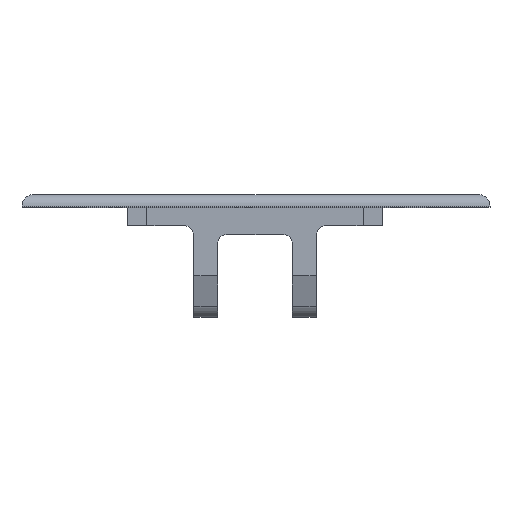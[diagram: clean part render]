
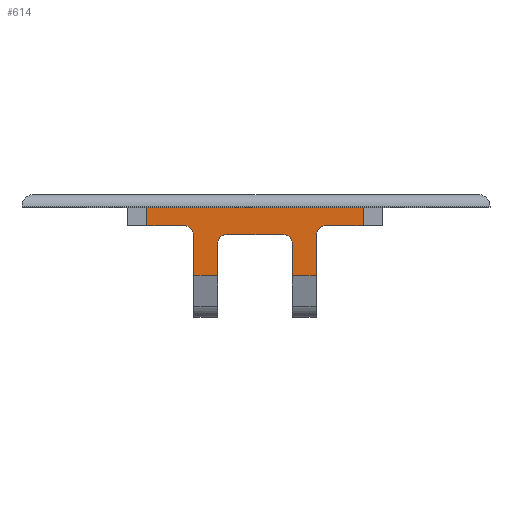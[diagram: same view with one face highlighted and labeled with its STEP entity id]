
A CAD part, top view. The second image highlights one B-rep face of the part: STEP entity #614.
In plain terms, the highlighted planar face has unit normal (0, 0, 1).
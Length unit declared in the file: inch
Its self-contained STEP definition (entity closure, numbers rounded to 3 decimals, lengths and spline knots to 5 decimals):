
#2 = ORIENTED_EDGE ( 'NONE', *, *, #2790, .F. ) ;
#4 = CARTESIAN_POINT ( 'NONE',  ( 0.20796, -0.30247, -0.11539 ) ) ;
#9 = ORIENTED_EDGE ( 'NONE', *, *, #2637, .F. ) ;
#19 = VECTOR ( 'NONE', #1871, 39.37008 ) ;
#20 = CARTESIAN_POINT ( 'NONE',  ( 0.33994, 0.16008, -0.11539 ) ) ;
#22 = ORIENTED_EDGE ( 'NONE', *, *, #1808, .F. ) ;
#27 = CARTESIAN_POINT ( 'NONE',  ( 0.15796, 0.16008, -0.11539 ) ) ;
#32 = EDGE_CURVE ( 'NONE', #249, #635, #1228, .T. ) ;
#92 = DIRECTION ( 'NONE',  ( 0., -1., 0. ) ) ;
#113 = CARTESIAN_POINT ( 'NONE',  ( 0.6, -0.06936, -0.11539 ) ) ;
#117 = VERTEX_POINT ( 'NONE', #20 ) ;
#125 = DIRECTION ( 'NONE',  ( 0., -1., 0. ) ) ;
#126 = LINE ( 'NONE', #1707, #786 ) ;
#171 = CARTESIAN_POINT ( 'NONE',  ( 0.6, -0.06936, -0.11539 ) ) ;
#178 = CARTESIAN_POINT ( 'NONE',  ( 0.6, -0.06936, -0.11539 ) ) ;
#206 = DIRECTION ( 'NONE',  ( 0., 1., 0. ) ) ;
#215 = EDGE_CURVE ( 'NONE', #117, #1963, #1596, .T. ) ;
#247 = VERTEX_POINT ( 'NONE', #2459 ) ;
#249 = VERTEX_POINT ( 'NONE', #923 ) ;
#254 = DIRECTION ( 'NONE',  ( 0., 0., 1. ) ) ;
#286 = DIRECTION ( 'NONE',  ( -1., 0., 0. ) ) ;
#289 = DIRECTION ( 'NONE',  ( 1., 0., 0. ) ) ;
#309 = ORIENTED_EDGE ( 'NONE', *, *, #594, .F. ) ;
#353 = VERTEX_POINT ( 'NONE', #1657 ) ;
#362 = VECTOR ( 'NONE', #206, 39.37008 ) ;
#370 = LINE ( 'NONE', #1610, #1326 ) ;
#380 = VERTEX_POINT ( 'NONE', #1395 ) ;
#386 = CARTESIAN_POINT ( 'NONE',  ( 0.6, -0.06936, -0.11539 ) ) ;
#390 = FACE_OUTER_BOUND ( 'NONE', #2442, .T. ) ;
#458 = ORIENTED_EDGE ( 'NONE', *, *, #215, .F. ) ;
#491 = CIRCLE ( 'NONE', #1086, 0.05 ) ;
#508 = VECTOR ( 'NONE', #92, 39.37008 ) ;
#532 = ORIENTED_EDGE ( 'NONE', *, *, #32, .F. ) ;
#581 = VERTEX_POINT ( 'NONE', #862 ) ;
#594 = EDGE_CURVE ( 'NONE', #2169, #1121, #1702, .T. ) ;
#600 = VERTEX_POINT ( 'NONE', #27 ) ;
#614 = ADVANCED_FACE ( 'NONE', ( #390 ), #1253, .T. ) ;
#635 = VERTEX_POINT ( 'NONE', #1985 ) ;
#640 = DIRECTION ( 'NONE',  ( 0., 1., 0. ) ) ;
#649 = AXIS2_PLACEMENT_3D ( 'NONE', #2211, #664, #2663 ) ;
#664 = DIRECTION ( 'NONE',  ( 0., 0., 1. ) ) ;
#703 = ORIENTED_EDGE ( 'NONE', *, *, #1267, .F. ) ;
#723 = DIRECTION ( 'NONE',  ( 1., 0., 0. ) ) ;
#726 = LINE ( 'NONE', #2247, #1244 ) ;
#739 = AXIS2_PLACEMENT_3D ( 'NONE', #178, #1036, #824 ) ;
#745 = CIRCLE ( 'NONE', #649, 0.05 ) ;
#786 = VECTOR ( 'NONE', #1919, 39.37008 ) ;
#802 = CARTESIAN_POINT ( 'NONE',  ( -0.3928, 0.2099, -0.11539 ) ) ;
#810 = CARTESIAN_POINT ( 'NONE',  ( -0.33994, 0.16008, -0.11539 ) ) ;
#824 = DIRECTION ( 'NONE',  ( 1., 0., 0. ) ) ;
#855 = ORIENTED_EDGE ( 'NONE', *, *, #1921, .F. ) ;
#858 = VECTOR ( 'NONE', #640, 39.37008 ) ;
#862 = CARTESIAN_POINT ( 'NONE',  ( 0.34556, 0.17628, -0.11539 ) ) ;
#865 = EDGE_CURVE ( 'NONE', #1694, #353, #370, .T. ) ;
#923 = CARTESIAN_POINT ( 'NONE',  ( -0.20796, 0.11008, -0.11539 ) ) ;
#970 = EDGE_CURVE ( 'NONE', #353, #380, #745, .T. ) ;
#1004 = CARTESIAN_POINT ( 'NONE',  ( 0.34556, 0.17628, -0.11539 ) ) ;
#1025 = CARTESIAN_POINT ( 'NONE',  ( -0.33994, -0.02763, -0.11539 ) ) ;
#1036 = DIRECTION ( 'NONE',  ( 0., 0., 1. ) ) ;
#1040 = DIRECTION ( 'NONE',  ( -1., 0., 0. ) ) ;
#1086 = AXIS2_PLACEMENT_3D ( 'NONE', #1361, #254, #723 ) ;
#1092 = DIRECTION ( 'NONE',  ( 0., 1., 0. ) ) ;
#1121 = VERTEX_POINT ( 'NONE', #2498 ) ;
#1144 = VECTOR ( 'NONE', #1737, 39.37008 ) ;
#1155 = ORIENTED_EDGE ( 'NONE', *, *, #1214, .F. ) ;
#1214 = EDGE_CURVE ( 'NONE', #635, #1245, #2126, .T. ) ;
#1228 = LINE ( 'NONE', #1691, #1825 ) ;
#1244 = VECTOR ( 'NONE', #286, 39.37008 ) ;
#1245 = VERTEX_POINT ( 'NONE', #1893 ) ;
#1253 = PLANE ( 'NONE',  #739 ) ;
#1259 = ORIENTED_EDGE ( 'NONE', *, *, #2118, .F. ) ;
#1260 = VERTEX_POINT ( 'NONE', #2297 ) ;
#1264 = LINE ( 'NONE', #1929, #362 ) ;
#1267 = EDGE_CURVE ( 'NONE', #380, #1698, #2340, .T. ) ;
#1290 = VERTEX_POINT ( 'NONE', #1461 ) ;
#1303 = EDGE_CURVE ( 'NONE', #2486, #1260, #126, .T. ) ;
#1305 = CARTESIAN_POINT ( 'NONE',  ( 0., 0.31, -0.11539 ) ) ;
#1324 = VERTEX_POINT ( 'NONE', #2357 ) ;
#1326 = VECTOR ( 'NONE', #1850, 39.37008 ) ;
#1328 = ORIENTED_EDGE ( 'NONE', *, *, #865, .F. ) ;
#1355 = VECTOR ( 'NONE', #1643, 39.37008 ) ;
#1361 = CARTESIAN_POINT ( 'NONE',  ( 0.15796, 0.11008, -0.11539 ) ) ;
#1395 = CARTESIAN_POINT ( 'NONE',  ( -0.3928, 0.2099, -0.11539 ) ) ;
#1409 = AXIS2_PLACEMENT_3D ( 'NONE', #2209, #1571, #289 ) ;
#1420 = VECTOR ( 'NONE', #1040, 39.37008 ) ;
#1422 = DIRECTION ( 'NONE',  ( -0.328, -0.945, 0. ) ) ;
#1433 = DIRECTION ( 'NONE',  ( -1., 0., 0. ) ) ;
#1461 = CARTESIAN_POINT ( 'NONE',  ( -0.15796, 0.16008, -0.11539 ) ) ;
#1469 = LINE ( 'NONE', #386, #858 ) ;
#1496 = CARTESIAN_POINT ( 'NONE',  ( -0.15796, 0.11008, -0.11539 ) ) ;
#1549 = EDGE_CURVE ( 'NONE', #600, #1290, #726, .T. ) ;
#1571 = DIRECTION ( 'NONE',  ( 0., 0., 1. ) ) ;
#1596 = LINE ( 'NONE', #2476, #508 ) ;
#1610 = CARTESIAN_POINT ( 'NONE',  ( -0.34556, 0.17628, -0.11539 ) ) ;
#1640 = EDGE_CURVE ( 'NONE', #1245, #1694, #2554, .T. ) ;
#1643 = DIRECTION ( 'NONE',  ( 0., 1., 0. ) ) ;
#1657 = CARTESIAN_POINT ( 'NONE',  ( -0.34556, 0.17628, -0.11539 ) ) ;
#1672 = CARTESIAN_POINT ( 'NONE',  ( -0.6, 0.2099, -0.11539 ) ) ;
#1691 = CARTESIAN_POINT ( 'NONE',  ( -0.20796, -0.30247, -0.11539 ) ) ;
#1694 = VERTEX_POINT ( 'NONE', #810 ) ;
#1698 = VERTEX_POINT ( 'NONE', #1672 ) ;
#1702 = LINE ( 'NONE', #1305, #1144 ) ;
#1707 = CARTESIAN_POINT ( 'NONE',  ( 0.3928, 0.2099, -0.11539 ) ) ;
#1737 = DIRECTION ( 'NONE',  ( 1., 0., 0. ) ) ;
#1775 = EDGE_CURVE ( 'NONE', #1698, #2169, #1264, .T. ) ;
#1808 = EDGE_CURVE ( 'NONE', #1324, #247, #2417, .T. ) ;
#1825 = VECTOR ( 'NONE', #125, 39.37008 ) ;
#1848 = EDGE_CURVE ( 'NONE', #1290, #249, #2562, .T. ) ;
#1850 = DIRECTION ( 'NONE',  ( -0.328, 0.945, 0. ) ) ;
#1871 = DIRECTION ( 'NONE',  ( -1., 0., 0. ) ) ;
#1893 = CARTESIAN_POINT ( 'NONE',  ( -0.33994, -0.06936, -0.11539 ) ) ;
#1896 = ORIENTED_EDGE ( 'NONE', *, *, #1775, .F. ) ;
#1919 = DIRECTION ( 'NONE',  ( -1., 0., 0. ) ) ;
#1921 = EDGE_CURVE ( 'NONE', #247, #600, #491, .T. ) ;
#1929 = CARTESIAN_POINT ( 'NONE',  ( -0.6, -0.06936, -0.11539 ) ) ;
#1944 = DIRECTION ( 'NONE',  ( 0., 0., 1. ) ) ;
#1963 = VERTEX_POINT ( 'NONE', #2040 ) ;
#1985 = CARTESIAN_POINT ( 'NONE',  ( -0.20796, -0.06936, -0.11539 ) ) ;
#2040 = CARTESIAN_POINT ( 'NONE',  ( 0.33994, -0.06936, -0.11539 ) ) ;
#2058 = LINE ( 'NONE', #1004, #2514 ) ;
#2090 = LINE ( 'NONE', #113, #19 ) ;
#2118 = EDGE_CURVE ( 'NONE', #581, #117, #2058, .T. ) ;
#2126 = LINE ( 'NONE', #171, #1420 ) ;
#2127 = ORIENTED_EDGE ( 'NONE', *, *, #1640, .F. ) ;
#2169 = VERTEX_POINT ( 'NONE', #2753 ) ;
#2188 = VECTOR ( 'NONE', #1092, 39.37008 ) ;
#2209 = CARTESIAN_POINT ( 'NONE',  ( 0.3928, 0.1599, -0.11539 ) ) ;
#2211 = CARTESIAN_POINT ( 'NONE',  ( -0.3928, 0.1599, -0.11539 ) ) ;
#2238 = EDGE_CURVE ( 'NONE', #2486, #1121, #1469, .T. ) ;
#2240 = ORIENTED_EDGE ( 'NONE', *, *, #1303, .F. ) ;
#2247 = CARTESIAN_POINT ( 'NONE',  ( 0.15796, 0.16008, -0.11539 ) ) ;
#2297 = CARTESIAN_POINT ( 'NONE',  ( 0.3928, 0.2099, -0.11539 ) ) ;
#2302 = ORIENTED_EDGE ( 'NONE', *, *, #1848, .F. ) ;
#2334 = ORIENTED_EDGE ( 'NONE', *, *, #970, .F. ) ;
#2340 = LINE ( 'NONE', #802, #2531 ) ;
#2357 = CARTESIAN_POINT ( 'NONE',  ( 0.20796, -0.06936, -0.11539 ) ) ;
#2416 = AXIS2_PLACEMENT_3D ( 'NONE', #1496, #1944, #2599 ) ;
#2417 = LINE ( 'NONE', #4, #2188 ) ;
#2442 = EDGE_LOOP ( 'NONE', ( #1896, #703, #2334, #1328, #2127, #1155, #532, #2302, #2809, #855, #22, #2, #458, #1259, #9, #2240, #2659, #309 ) ) ;
#2459 = CARTESIAN_POINT ( 'NONE',  ( 0.20796, 0.11008, -0.11539 ) ) ;
#2476 = CARTESIAN_POINT ( 'NONE',  ( 0.33994, -0.02763, -0.11539 ) ) ;
#2486 = VERTEX_POINT ( 'NONE', #2748 ) ;
#2498 = CARTESIAN_POINT ( 'NONE',  ( 0.6, 0.31, -0.11539 ) ) ;
#2514 = VECTOR ( 'NONE', #1422, 39.37008 ) ;
#2531 = VECTOR ( 'NONE', #1433, 39.37008 ) ;
#2554 = LINE ( 'NONE', #1025, #1355 ) ;
#2562 = CIRCLE ( 'NONE', #2416, 0.05 ) ;
#2599 = DIRECTION ( 'NONE',  ( 1., 0., 0. ) ) ;
#2613 = CIRCLE ( 'NONE', #1409, 0.05 ) ;
#2637 = EDGE_CURVE ( 'NONE', #1260, #581, #2613, .T. ) ;
#2659 = ORIENTED_EDGE ( 'NONE', *, *, #2238, .T. ) ;
#2663 = DIRECTION ( 'NONE',  ( 1., 0., 0. ) ) ;
#2748 = CARTESIAN_POINT ( 'NONE',  ( 0.6, 0.2099, -0.11539 ) ) ;
#2753 = CARTESIAN_POINT ( 'NONE',  ( -0.6, 0.31, -0.11539 ) ) ;
#2790 = EDGE_CURVE ( 'NONE', #1963, #1324, #2090, .T. ) ;
#2809 = ORIENTED_EDGE ( 'NONE', *, *, #1549, .F. ) ;
